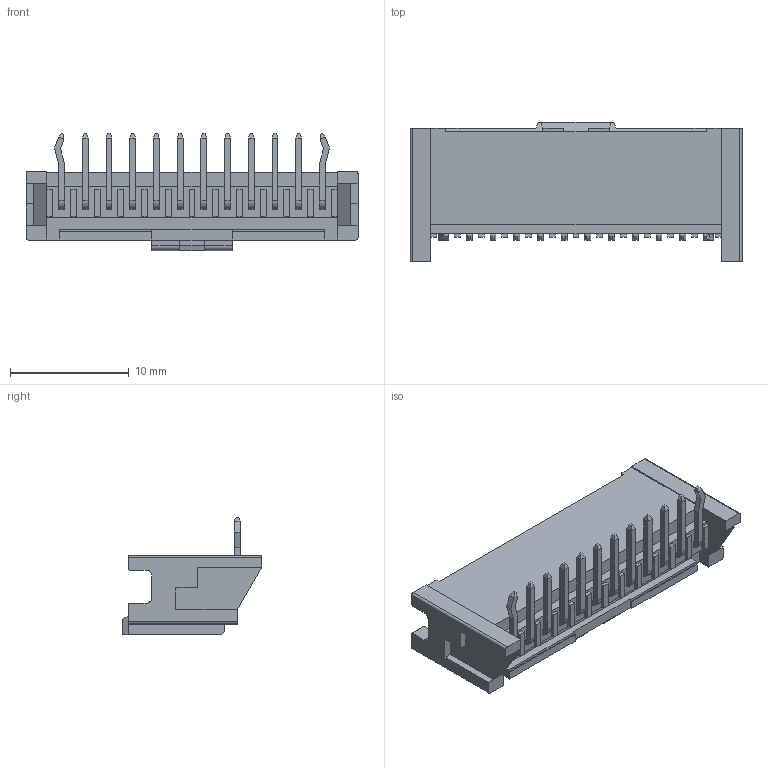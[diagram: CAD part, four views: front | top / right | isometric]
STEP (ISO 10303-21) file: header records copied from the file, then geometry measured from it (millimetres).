
FILE_DESCRIPTION((''),'2;1');
FILE_NAME('559351230','2016-09-16T',('gsharma'),(''),'PRO/ENGINEER BY PARAMETRIC TECHNOLOGY CORPORATION, 2012310','PRO/ENGINEER BY PARAMETRIC TECHNOLOGY CORPORATION, 2012310','');
FILE_SCHEMA(('CONFIG_CONTROL_DESIGN'));
Length unit declared in the file: millimetre
Products named in the file (1): 559351230
Bounding box: 28 x 11.75 x 9.9 mm (x, y, z)
Volume: 650.5 mm3; surface area: 1719.7 mm2
Topology: 1 solids, 1 shells, 526 faces, 1366 edges, 882 vertices
Faces by surface type: plane 472, cylinder 42, cone 12
Entity records: 15677 total; most frequent: CARTESIAN_POINT 2737, ORIENTED_EDGE 2670, DIRECTION 2540, EDGE_CURVE 1335, VECTOR 1246, LINE 1246, VERTEX_POINT 844, AXIS2_PLACEMENT_3D 647
